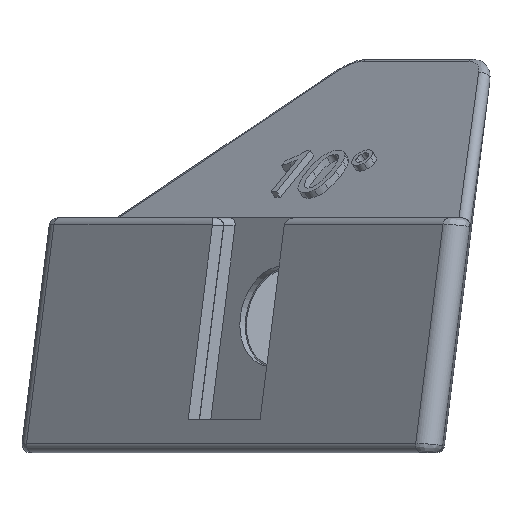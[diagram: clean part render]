
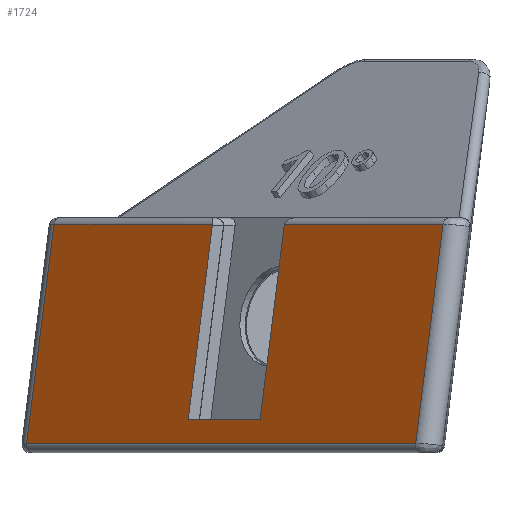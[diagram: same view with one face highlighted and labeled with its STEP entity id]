
A CAD part, front view. The second image highlights one B-rep face of the part: STEP entity #1724.
In plain terms, the highlighted planar face has unit normal (-0.696, -0.696, 0.174).
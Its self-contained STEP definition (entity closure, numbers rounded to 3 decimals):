
#82=ELLIPSE('',#1791,0.508,0.5);
#84=ELLIPSE('',#1794,0.508,0.5);
#328=FACE_OUTER_BOUND('',#435,.T.);
#435=EDGE_LOOP('',(#1589,#1590,#1591,#1592,#1593,#1594,#1595,#1596,#1597,
#1598));
#498=LINE('',#3385,#617);
#513=LINE('',#3508,#632);
#517=LINE('',#3514,#636);
#518=LINE('',#3517,#637);
#523=LINE('',#3528,#642);
#548=LINE('',#3620,#667);
#550=LINE('',#3624,#669);
#554=LINE('',#3631,#673);
#617=VECTOR('',#1967,10.);
#632=VECTOR('',#2024,10.);
#636=VECTOR('',#2032,10.);
#637=VECTOR('',#2035,10.);
#642=VECTOR('',#2046,10.);
#667=VECTOR('',#2151,10.);
#669=VECTOR('',#2155,10.);
#673=VECTOR('',#2163,10.);
#775=VERTEX_POINT('',#3185);
#776=VERTEX_POINT('',#3230);
#781=VERTEX_POINT('',#3281);
#788=VERTEX_POINT('',#3376);
#804=VERTEX_POINT('',#3516);
#807=VERTEX_POINT('',#3527);
#809=VERTEX_POINT('',#3532);
#812=VERTEX_POINT('',#3541);
#834=VERTEX_POINT('',#3619);
#835=VERTEX_POINT('',#3623);
#1002=EDGE_CURVE('',#788,#781,#498,.T.);
#1030=EDGE_CURVE('',#776,#788,#513,.T.);
#1034=EDGE_CURVE('',#781,#775,#517,.T.);
#1035=EDGE_CURVE('',#804,#776,#518,.T.);
#1041=EDGE_CURVE('',#775,#807,#523,.T.);
#1044=EDGE_CURVE('',#809,#804,#82,.T.);
#1048=EDGE_CURVE('',#807,#812,#84,.T.);
#1084=EDGE_CURVE('',#834,#812,#548,.T.);
#1086=EDGE_CURVE('',#835,#834,#550,.T.);
#1090=EDGE_CURVE('',#809,#835,#554,.T.);
#1589=ORIENTED_EDGE('',*,*,#1044,.F.);
#1590=ORIENTED_EDGE('',*,*,#1090,.T.);
#1591=ORIENTED_EDGE('',*,*,#1086,.T.);
#1592=ORIENTED_EDGE('',*,*,#1084,.T.);
#1593=ORIENTED_EDGE('',*,*,#1048,.F.);
#1594=ORIENTED_EDGE('',*,*,#1041,.F.);
#1595=ORIENTED_EDGE('',*,*,#1034,.F.);
#1596=ORIENTED_EDGE('',*,*,#1002,.F.);
#1597=ORIENTED_EDGE('',*,*,#1030,.F.);
#1598=ORIENTED_EDGE('',*,*,#1035,.F.);
#1625=PLANE('',#1832);
#1724=ADVANCED_FACE('',(#328),#1625,.T.);
#1791=AXIS2_PLACEMENT_3D('',#3534,#2052,#2053);
#1794=AXIS2_PLACEMENT_3D('',#3542,#2060,#2061);
#1832=AXIS2_PLACEMENT_3D('',#3632,#2164,#2165);
#1967=DIRECTION('',(-0.707,0.707,0.));
#2024=DIRECTION('',(-0.123,-0.123,-0.985));
#2032=DIRECTION('',(0.123,0.123,0.985));
#2035=DIRECTION('',(0.707,-0.707,0.));
#2046=DIRECTION('',(0.707,-0.707,0.));
#2052=DIRECTION('center_axis',(0.696,0.696,-0.174));
#2053=DIRECTION('ref_axis',(0.123,0.123,0.985));
#2060=DIRECTION('center_axis',(0.696,0.696,-0.174));
#2061=DIRECTION('ref_axis',(0.123,0.123,0.985));
#2151=DIRECTION('',(0.123,0.123,0.985));
#2155=DIRECTION('',(-0.707,0.707,0.));
#2163=DIRECTION('',(-0.123,-0.123,-0.985));
#2164=DIRECTION('center_axis',(-0.696,-0.696,0.174));
#2165=DIRECTION('ref_axis',(0.707,-0.707,0.));
#3185=CARTESIAN_POINT('',(-14.002,10.868,43.187));
#3230=CARTESIAN_POINT('',(10.868,-14.002,43.187));
#3281=CARTESIAN_POINT('',(-15.747,9.123,29.187));
#3376=CARTESIAN_POINT('',(9.123,-15.747,29.187));
#3385=CARTESIAN_POINT('',(-10.383,3.759,29.187));
#3508=CARTESIAN_POINT('',(12.867,-12.003,59.218));
#3514=CARTESIAN_POINT('',(-12.003,12.867,59.218));
#3516=CARTESIAN_POINT('',(0.737,-3.87,43.187));
#3517=CARTESIAN_POINT('',(-1.814,-1.319,43.187));
#3527=CARTESIAN_POINT('',(-3.87,0.737,43.187));
#3528=CARTESIAN_POINT('',(-1.814,-1.319,43.187));
#3532=CARTESIAN_POINT('',(0.721,-3.876,43.1));
#3534=CARTESIAN_POINT('Origin',(1.074,-4.229,43.1));
#3541=CARTESIAN_POINT('',(-3.876,0.721,43.1));
#3542=CARTESIAN_POINT('Origin',(-4.229,1.074,43.1));
#3619=CARTESIAN_POINT('',(-5.422,-0.825,30.7));
#3620=CARTESIAN_POINT('',(-1.866,2.73,59.218));
#3623=CARTESIAN_POINT('',(-0.825,-5.422,30.7));
#3624=CARTESIAN_POINT('',(-10.195,3.947,30.7));
#3631=CARTESIAN_POINT('',(2.73,-1.866,59.218));
#3632=CARTESIAN_POINT('Origin',(-13.71,14.574,59.218));
